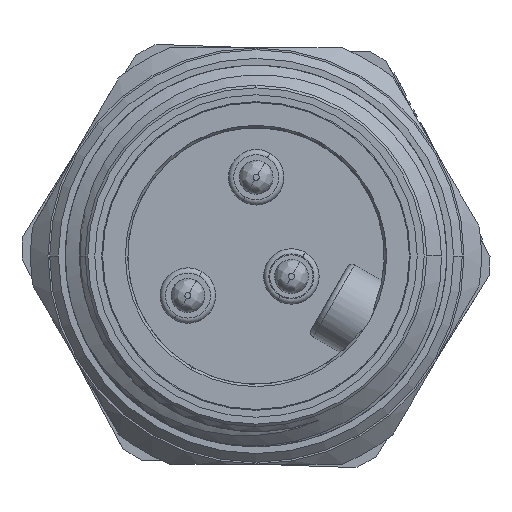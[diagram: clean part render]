
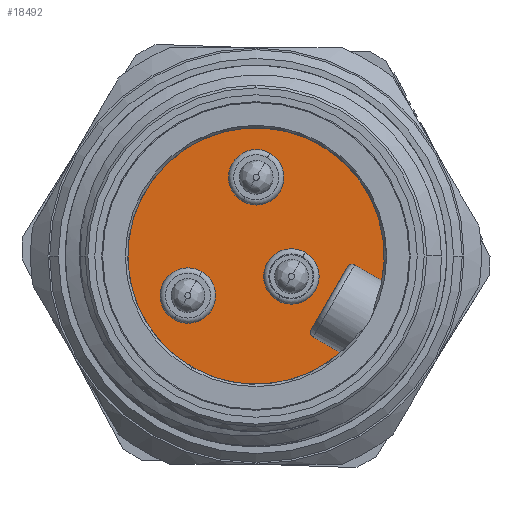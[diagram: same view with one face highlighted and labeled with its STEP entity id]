
A CAD part, left-side view. The second image highlights one B-rep face of the part: STEP entity #18492.
In plain terms, the highlighted planar face has unit normal (-1, 0, 0).
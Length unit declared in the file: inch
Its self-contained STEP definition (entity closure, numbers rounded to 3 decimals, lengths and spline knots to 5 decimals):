
#7032=DIRECTION('',(0.,-0.5,0.866));
#7033=VECTOR('',#7032,0.16535);
#7034=CARTESIAN_POINT('',(-1.31496,-0.12539,
-0.16786));
#7035=LINE('',#7034,#7033);
#7041=CARTESIAN_POINT('',(-1.31496,-0.21829,
-0.03056));
#7042=DIRECTION('',(1.,0.,0.));
#7043=DIRECTION('',(0.,0.866,0.5));
#7044=AXIS2_PLACEMENT_3D('',#7041,#7042,#7043);
#7050=DIRECTION('',(0.,-0.866,-0.5));
#7051=VECTOR('',#7050,0.07126);
#7052=CARTESIAN_POINT('',(-1.31496,-0.2242,
-0.02034));
#7053=LINE('',#7052,#7051);
#7054=CARTESIAN_POINT('',(-1.31496,0.,0.));
#7055=DIRECTION('',(1.,0.,0.));
#7056=DIRECTION('',(0.,-0.657,-0.754));
#7057=AXIS2_PLACEMENT_3D('',#7054,#7055,#7056);
#7059=CARTESIAN_POINT('',(-1.31496,0.15461,
-0.08985));
#7060=DIRECTION('',(-1.,0.,0.));
#7061=DIRECTION('',(0.,-0.5,0.866));
#7062=AXIS2_PLACEMENT_3D('',#7059,#7060,#7061);
#7064=CARTESIAN_POINT('',(-1.31496,0.15461,
-0.08985));
#7065=DIRECTION('',(-1.,0.,0.));
#7066=DIRECTION('',(0.,0.5,-0.866));
#7067=AXIS2_PLACEMENT_3D('',#7064,#7065,#7066);
#7069=CARTESIAN_POINT('',(-1.31496,-0.0005,
0.17882));
#7070=DIRECTION('',(-1.,0.,0.));
#7071=DIRECTION('',(0.,-0.5,0.866));
#7072=AXIS2_PLACEMENT_3D('',#7069,#7070,#7071);
#7074=CARTESIAN_POINT('',(-1.31496,-0.0005,
0.17882));
#7075=DIRECTION('',(-1.,0.,0.));
#7076=DIRECTION('',(0.,0.5,-0.866));
#7077=AXIS2_PLACEMENT_3D('',#7074,#7075,#7076);
#7079=CARTESIAN_POINT('',(-1.31496,-0.08047,
-0.04646));
#7080=DIRECTION('',(-1.,0.,0.));
#7081=DIRECTION('',(0.,-0.5,0.866));
#7082=AXIS2_PLACEMENT_3D('',#7079,#7080,#7081);
#7084=CARTESIAN_POINT('',(-1.31496,-0.08047,
-0.04646));
#7085=DIRECTION('',(-1.,0.,0.));
#7086=DIRECTION('',(0.,0.5,-0.866));
#7087=AXIS2_PLACEMENT_3D('',#7084,#7085,#7086);
#7089=CARTESIAN_POINT('',(-1.31496,-0.13562,
-0.17377));
#7090=DIRECTION('',(1.,0.,0.));
#7091=DIRECTION('',(0.,0.5,-0.866));
#7092=AXIS2_PLACEMENT_3D('',#7089,#7090,#7091);
#7098=DIRECTION('',(0.,0.866,0.5));
#7099=VECTOR('',#7098,0.07126);
#7100=CARTESIAN_POINT('',(-1.31496,-0.19142,
-0.21962));
#7101=LINE('',#7100,#7099);
#9987=CARTESIAN_POINT('',(-1.31496,-0.19142,
-0.21962));
#9988=VERTEX_POINT('',#9987);
#9989=CARTESIAN_POINT('',(-1.31496,-0.28591,
-0.05597));
#9990=VERTEX_POINT('',#9989);
#9991=CARTESIAN_POINT('',(-1.31496,0.12312,
-0.0353));
#9992=CARTESIAN_POINT('',(-1.31496,0.18611,
-0.1444));
#9993=VERTEX_POINT('',#9991);
#9994=VERTEX_POINT('',#9992);
#9995=CARTESIAN_POINT('',(-1.31496,-0.032,
0.23338));
#9996=CARTESIAN_POINT('',(-1.31496,0.03099,
0.12427));
#9997=VERTEX_POINT('',#9995);
#9998=VERTEX_POINT('',#9996);
#9999=CARTESIAN_POINT('',(-1.31496,-0.11196,
0.0081));
#10000=CARTESIAN_POINT('',(-1.31496,-0.04897,
-0.10101));
#10001=VERTEX_POINT('',#9999);
#10002=VERTEX_POINT('',#10000);
#10028=CARTESIAN_POINT('',(-1.31496,-0.2242,
-0.02034));
#10030=VERTEX_POINT('',#10028);
#10032=CARTESIAN_POINT('',(-1.31496,-0.20807,
-0.02466));
#10034=VERTEX_POINT('',#10032);
#10039=CARTESIAN_POINT('',(-1.31496,-0.12539,
-0.16786));
#10040=VERTEX_POINT('',#10039);
#10041=CARTESIAN_POINT('',(-1.31496,-0.12971,
-0.18399));
#10042=VERTEX_POINT('',#10041);
#18458=CARTESIAN_POINT('',(-1.31496,0.07283,
-0.12615));
#18459=DIRECTION('',(-1.,0.,0.));
#18460=DIRECTION('',(0.,-0.866,-0.5));
#18461=AXIS2_PLACEMENT_3D('',#18458,#18459,#18460);
#18462=PLANE('',#18461);
#18463=ORIENTED_EDGE('',*,*,#18450,.F.);
#18464=ORIENTED_EDGE('',*,*,#18439,.F.);
#18465=ORIENTED_EDGE('',*,*,#18425,.F.);
#18467=ORIENTED_EDGE('',*,*,#18466,.F.);
#18469=ORIENTED_EDGE('',*,*,#18468,.F.);
#18471=ORIENTED_EDGE('',*,*,#18470,.T.);
#18472=EDGE_LOOP('',(#18463,#18464,#18465,#18467,#18469,#18471));
#18473=FACE_OUTER_BOUND('',#18472,.F.);
#18475=ORIENTED_EDGE('',*,*,#18474,.T.);
#18477=ORIENTED_EDGE('',*,*,#18476,.T.);
#18478=EDGE_LOOP('',(#18475,#18477));
#18479=FACE_BOUND('',#18478,.F.);
#18481=ORIENTED_EDGE('',*,*,#18480,.T.);
#18483=ORIENTED_EDGE('',*,*,#18482,.T.);
#18484=EDGE_LOOP('',(#18481,#18483));
#18485=FACE_BOUND('',#18484,.F.);
#18487=ORIENTED_EDGE('',*,*,#18486,.T.);
#18489=ORIENTED_EDGE('',*,*,#18488,.T.);
#18490=EDGE_LOOP('',(#18487,#18489));
#18491=FACE_BOUND('',#18490,.F.);
#18492=ADVANCED_FACE('',(#18473,#18479,#18485,#18491),#18462,.T.);
#7045=CIRCLE('',#7044,0.01181);
#7058=CIRCLE('',#7057,0.29134);
#7063=CIRCLE('',#7062,0.06299);
#7068=CIRCLE('',#7067,0.06299);
#7073=CIRCLE('',#7072,0.06299);
#7078=CIRCLE('',#7077,0.06299);
#7083=CIRCLE('',#7082,0.06299);
#7088=CIRCLE('',#7087,0.06299);
#7093=CIRCLE('',#7092,0.01181);
#18425=EDGE_CURVE('',#10040,#10034,#7035,.T.);
#18439=EDGE_CURVE('',#10034,#10030,#7045,.T.);
#18450=EDGE_CURVE('',#10030,#9990,#7053,.T.);
#18466=EDGE_CURVE('',#10042,#10040,#7093,.T.);
#18468=EDGE_CURVE('',#9988,#10042,#7101,.T.);
#18470=EDGE_CURVE('',#9988,#9990,#7058,.T.);
#18474=EDGE_CURVE('',#9993,#9994,#7063,.T.);
#18476=EDGE_CURVE('',#9994,#9993,#7068,.T.);
#18480=EDGE_CURVE('',#9997,#9998,#7073,.T.);
#18482=EDGE_CURVE('',#9998,#9997,#7078,.T.);
#18486=EDGE_CURVE('',#10001,#10002,#7083,.T.);
#18488=EDGE_CURVE('',#10002,#10001,#7088,.T.);
